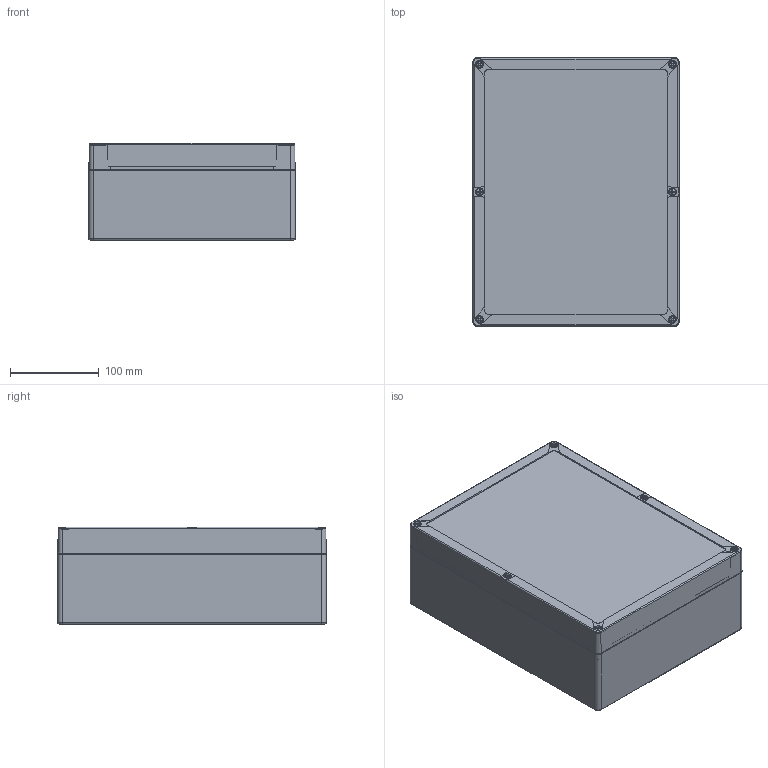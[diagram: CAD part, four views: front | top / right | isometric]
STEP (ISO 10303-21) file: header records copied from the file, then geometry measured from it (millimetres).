
FILE_DESCRIPTION(/* description */ ('STEP AP203'),/* implementation_level */ '2;1');
FILE_NAME(/* name */ '31030.3_CG_3023_110_OV',/* time_stamp */ '2023-02-28T15:49:52+01:00',/* author */ ('License CC BY-ND 4.0'),/* organization */ ('CADENAS'),/* preprocessor_version */ 'ST-DEVELOPER v18.102',/* originating_system */ 'PARTsolutions',/* authorisation */ ' ');
FILE_SCHEMA (('CONFIG_CONTROL_DESIGN'));
Length unit declared in the file: millimetre
Products named in the file (4): 31030.3_CG_3023_110_OV; CG-Schnellverschluss-43mm; Deckel_CG3023; Kasten_31030.3_CG_3023_110_OV
Assembly tree (8 placements, depth 2):
  31030.3_CG_3023_110_OV
    CG-Schnellverschluss-43mm  x6
    Deckel_CG3023
    Kasten_31030.3_CG_3023_110_OV
Bounding box: 232 x 302 x 110 mm (x, y, z)
Volume: 903308.1 mm3; surface area: 570818.8 mm2
Topology: 8 solids, 8 shells, 1040 faces, 2683 edges, 1771 vertices
Faces by surface type: plane 630, cylinder 235, cone 143, torus 26, sphere 6
Full cylindrical faces by diameter (mm): 1.2 x6, 3 x14, 3.4 x25, 4.5 x4, 4.9 x8, 8.1 x4, 8.25 x6, 8.5 x4
Entity records: 27989 total; most frequent: CARTESIAN_POINT 5372, DIRECTION 4706, ORIENTED_EDGE 4552, EDGE_CURVE 2276, AXIS2_PLACEMENT_3D 1708, VERTEX_POINT 1566, LINE 1290, VECTOR 1290
